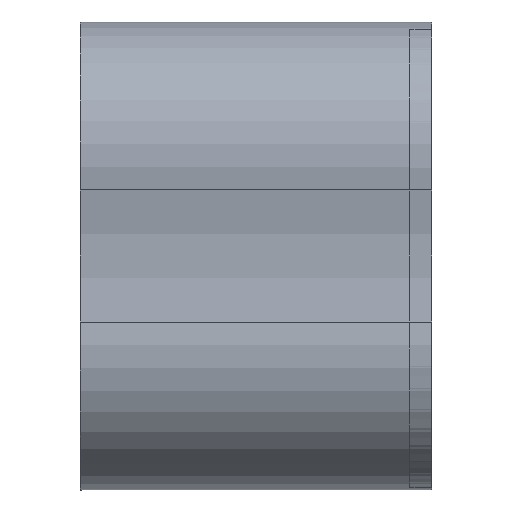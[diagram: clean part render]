
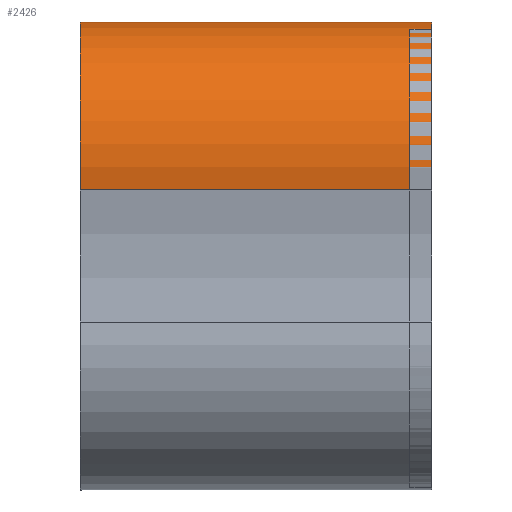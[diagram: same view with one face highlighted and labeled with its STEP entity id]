
A CAD part, left-side view. The second image highlights one B-rep face of the part: STEP entity #2426.
In plain terms, the highlighted cylindrical face has radius 16.066 mm (diameter 32.131 mm), a partial arc.
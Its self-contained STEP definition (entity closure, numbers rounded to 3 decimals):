
#270=FACE_OUTER_BOUND('',#514,.T.);
#514=EDGE_LOOP('',(#2119,#2120,#2121,#2122));
#615=LINE('',#4137,#731);
#634=LINE('',#4248,#750);
#731=VECTOR('',#3434,10.);
#750=VECTOR('',#3563,10.);
#969=CIRCLE('',#2777,16.066);
#970=CIRCLE('',#2778,16.066);
#1155=VERTEX_POINT('',#4133);
#1157=VERTEX_POINT('',#4136);
#1193=VERTEX_POINT('',#4244);
#1194=VERTEX_POINT('',#4246);
#1472=EDGE_CURVE('',#1155,#1157,#615,.T.);
#1528=EDGE_CURVE('',#1193,#1194,#634,.T.);
#1529=EDGE_CURVE('',#1155,#1193,#969,.T.);
#1530=EDGE_CURVE('',#1157,#1194,#970,.T.);
#2119=ORIENTED_EDGE('',*,*,#1529,.T.);
#2120=ORIENTED_EDGE('',*,*,#1528,.T.);
#2121=ORIENTED_EDGE('',*,*,#1530,.F.);
#2122=ORIENTED_EDGE('',*,*,#1472,.F.);
#2312=CYLINDRICAL_SURFACE('',#2776,16.066);
#2426=ADVANCED_FACE('',(#270),#2312,.T.);
#2776=AXIS2_PLACEMENT_3D('',#4249,#3564,#3565);
#2777=AXIS2_PLACEMENT_3D('',#4250,#3566,#3567);
#2778=AXIS2_PLACEMENT_3D('',#4251,#3568,#3569);
#3434=DIRECTION('',(0.,1.,0.));
#3563=DIRECTION('',(0.,1.,0.));
#3564=DIRECTION('center_axis',(0.,1.,0.));
#3565=DIRECTION('ref_axis',(-0.978,0.,-0.21));
#3566=DIRECTION('center_axis',(0.,1.,0.));
#3567=DIRECTION('ref_axis',(-0.978,0.,-0.21));
#3568=DIRECTION('center_axis',(0.,1.,0.));
#3569=DIRECTION('ref_axis',(-0.978,0.,-0.21));
#4133=CARTESIAN_POINT('',(-76.39,28.516,123.213));
#4136=CARTESIAN_POINT('',(-76.39,69.156,123.213));
#4137=CARTESIAN_POINT('',(-76.39,28.516,123.213));
#4244=CARTESIAN_POINT('',(-57.31,28.516,142.294));
#4246=CARTESIAN_POINT('',(-57.31,69.156,142.294));
#4248=CARTESIAN_POINT('',(-57.31,28.516,142.294));
#4249=CARTESIAN_POINT('Origin',(-60.682,28.516,126.586));
#4250=CARTESIAN_POINT('Origin',(-60.682,28.516,126.586));
#4251=CARTESIAN_POINT('Origin',(-60.682,69.156,126.586));
